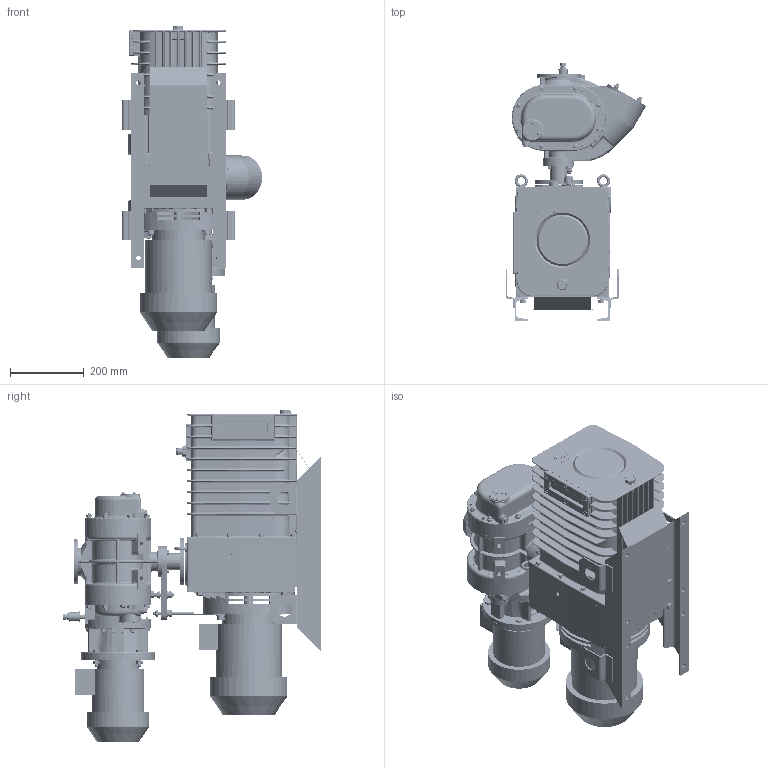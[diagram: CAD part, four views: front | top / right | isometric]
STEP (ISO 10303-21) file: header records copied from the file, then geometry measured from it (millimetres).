
FILE_DESCRIPTION(('STEP AP203'), '1');
FILE_NAME('AVD_50_16', '2023-05-26T07:30:36', ('vacma'), (''), 'C3D Converter', 'C3D Toolkit', '');
FILE_SCHEMA(('CONFIG_CONTROL_DESIGN'));
Length unit declared in the file: millimetre
Bounding box: 380.67 x 702.6 x 902.5 mm (x, y, z)
Volume: 3870.4 mm3; surface area: 3541541.6 mm2
Topology: 1 solids, 3 shells, 12309 faces, 33367 edges, 21634 vertices
Faces by surface type: plane 9546, cylinder 1417, cone 379, torus 349, extrusion 318, bspline 150, sphere 150
Full cylindrical faces by diameter (mm): 1.2 x1, 1.5 x1, 2 x2, 3 x12, 4.5 x1, 5 x15, 5.1 x4, 6 x19, 6.75 x3, 6.8 x10, 7 x19, 7.1 x12, 7.5 x1, 7.8 x2, 7.85 x1, 7.885 x1, 8 x81, 8.4 x10, 8.5 x12, 9 x42, 9.3 x1, 10 x51, 10.25 x1, 10.5 x5, 11 x15, 12 x21, 13 x6, 13.5 x1, 13.7 x1, 14 x16
Entity records: 570045 total; most frequent: CARTESIAN_POINT 270122, ORIENTED_EDGE 64515, DIRECTION 55906, EDGE_CURVE 32269, VECTOR 25370, LINE 25052, VERTEX_POINT 21565, AXIS2_PLACEMENT_3D 15268
